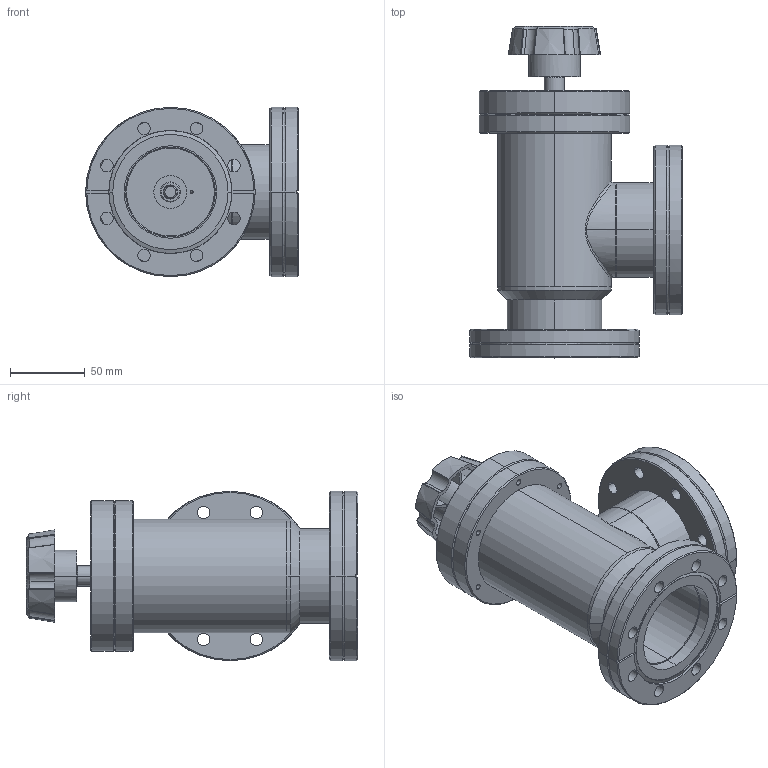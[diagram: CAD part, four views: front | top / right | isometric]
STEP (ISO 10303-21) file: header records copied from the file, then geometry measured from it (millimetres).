
FILE_DESCRIPTION (( 'STEP AP214' ), '1' );
FILE_NAME ('A-250-H-CF_ANGLE_VALVE_RIGHT_ANGLE_VITON_BONNET_MANUAL.STEP', '2020-03-19T06:46:49', ( 'admin' ), ( 'Microsoft' ), 'SwSTEP 2.0', 'SolidWorks 2016', '' );
FILE_SCHEMA (( 'AUTOMOTIVE_DESIGN' ));
Length unit declared in the file: inch
Products named in the file (1): A-250-H-CF_ANGLE_VALVE_RIGHT_ANGLE_VITON_BONNET_MANUAL
Bounding box: 142.49 x 222.36 x 113.54 mm (x, y, z)
Volume: 536810.3 mm3; surface area: 230950.4 mm2
Topology: 13 solids, 13 shells, 405 faces, 1030 edges, 673 vertices
Faces by surface type: cylinder 192, plane 97, cone 96, bspline 20
Entity records: 15768 total; most frequent: CARTESIAN_POINT 5657, DIRECTION 2089, ORIENTED_EDGE 2060, EDGE_CURVE 1030, AXIS2_PLACEMENT_3D 878, VERTEX_POINT 673, EDGE_LOOP 509, CIRCLE 492
